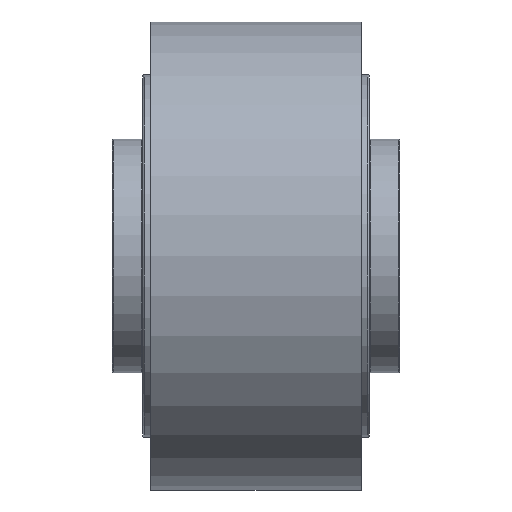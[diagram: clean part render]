
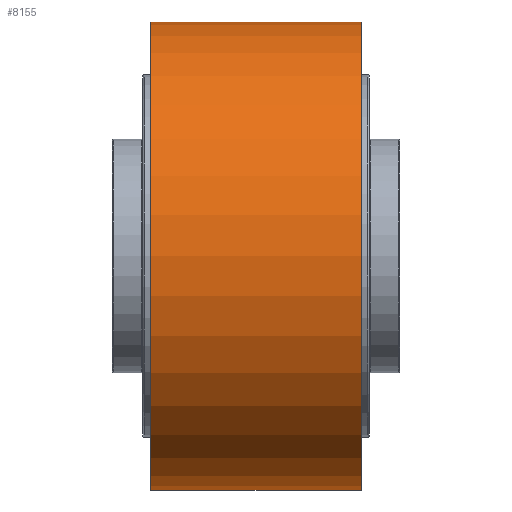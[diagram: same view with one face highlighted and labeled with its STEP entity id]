
A CAD part, top view. The second image highlights one B-rep face of the part: STEP entity #8155.
In plain terms, the highlighted cylindrical face has radius 200 mm (diameter 400 mm), a partial arc.
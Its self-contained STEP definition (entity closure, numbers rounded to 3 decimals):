
#6867=CARTESIAN_POINT('',(-90.,0.,0.));
#6868=DIRECTION('',(1.,0.,0.));
#6869=DIRECTION('',(0.,1.,0.));
#6870=AXIS2_PLACEMENT_3D('',#6867,#6868,#6869);
#7002=DIRECTION('',(-1.,0.,0.));
#7003=VECTOR('',#7002,180.);
#7004=CARTESIAN_POINT('',(90.,200.,0.));
#7005=LINE('',#7004,#7003);
#7006=DIRECTION('',(-1.,0.,0.));
#7007=VECTOR('',#7006,180.);
#7008=CARTESIAN_POINT('',(90.,-200.,0.));
#7009=LINE('',#7008,#7007);
#7015=CARTESIAN_POINT('',(90.,0.,0.));
#7016=DIRECTION('',(-1.,0.,0.));
#7017=DIRECTION('',(0.,-1.,0.));
#7018=AXIS2_PLACEMENT_3D('',#7015,#7016,#7017);
#7782=CARTESIAN_POINT('',(-90.,-200.,0.));
#7783=CARTESIAN_POINT('',(-90.,200.,0.));
#7784=VERTEX_POINT('',#7782);
#7785=VERTEX_POINT('',#7783);
#7838=CARTESIAN_POINT('',(90.,-200.,0.));
#7839=VERTEX_POINT('',#7838);
#7840=CARTESIAN_POINT('',(90.,200.,0.));
#7841=VERTEX_POINT('',#7840);
#8143=CARTESIAN_POINT('',(-90.,0.,0.));
#8144=DIRECTION('',(1.,0.,0.));
#8145=DIRECTION('',(0.,-1.,0.));
#8146=AXIS2_PLACEMENT_3D('',#8143,#8144,#8145);
#8147=CYLINDRICAL_SURFACE('',#8146,200.);
#8148=ORIENTED_EDGE('',*,*,#8045,.F.);
#8149=ORIENTED_EDGE('',*,*,#8138,.F.);
#8151=ORIENTED_EDGE('',*,*,#8150,.F.);
#8152=ORIENTED_EDGE('',*,*,#8134,.T.);
#8153=EDGE_LOOP('',(#8148,#8149,#8151,#8152));
#8154=FACE_OUTER_BOUND('',#8153,.F.);
#6871=CIRCLE('',#6870,200.);
#7019=CIRCLE('',#7018,200.);
#8045=EDGE_CURVE('',#7785,#7784,#6871,.T.);
#8134=EDGE_CURVE('',#7839,#7784,#7009,.T.);
#8138=EDGE_CURVE('',#7841,#7785,#7005,.T.);
#8150=EDGE_CURVE('',#7839,#7841,#7019,.T.);
#8155=ADVANCED_FACE('',(#8154),#8147,.T.);
